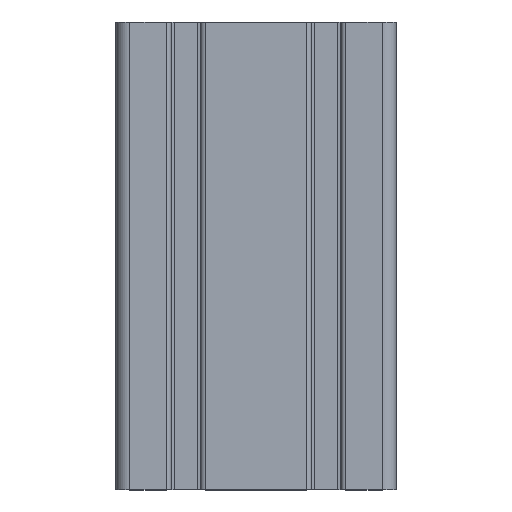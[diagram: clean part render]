
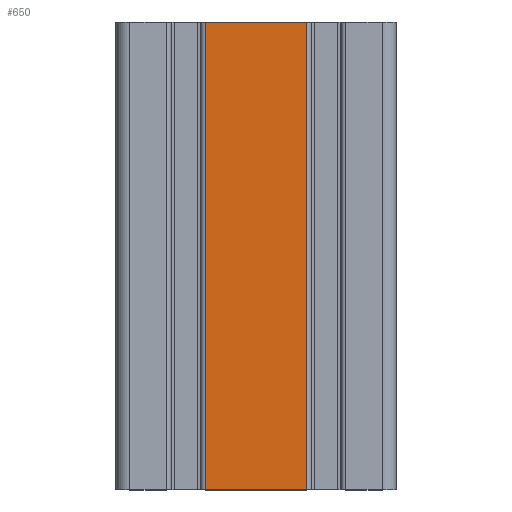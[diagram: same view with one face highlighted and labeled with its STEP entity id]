
A CAD part, top view. The second image highlights one B-rep face of the part: STEP entity #650.
In plain terms, the highlighted planar face has unit normal (0, 0, 1).
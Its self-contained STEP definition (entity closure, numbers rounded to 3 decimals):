
#650 = ADVANCED_FACE( '', ( #1483 ), #1484, .T. );
#1483 = FACE_OUTER_BOUND( '', #2514, .T. );
#1484 = PLANE( '', #2515 );
#2514 = EDGE_LOOP( '', ( #4263, #4264, #4265, #4266 ) );
#2515 = AXIS2_PLACEMENT_3D( '', #4267, #4268, #4269 );
#4263 = ORIENTED_EDGE( '', *, *, #7082, .F. );
#4264 = ORIENTED_EDGE( '', *, *, #6457, .F. );
#4265 = ORIENTED_EDGE( '', *, *, #7083, .T. );
#4266 = ORIENTED_EDGE( '', *, *, #7020, .T. );
#4267 = CARTESIAN_POINT( '', ( -10.825, 100., 30. ) );
#4268 = DIRECTION( '', ( 0., 0., 1. ) );
#4269 = DIRECTION( '', ( 1., 0., 0. ) );
#6457 = EDGE_CURVE( '', #7813, #7809, #7815, .T. );
#7020 = EDGE_CURVE( '', #8759, #8757, #8760, .T. );
#7082 = EDGE_CURVE( '', #7809, #8757, #8862, .T. );
#7083 = EDGE_CURVE( '', #7813, #8759, #8863, .T. );
#7809 = VERTEX_POINT( '', #9817 );
#7813 = VERTEX_POINT( '', #9822 );
#7815 = LINE( '', #9824, #9825 );
#8757 = VERTEX_POINT( '', #11069 );
#8759 = VERTEX_POINT( '', #11071 );
#8760 = LINE( '', #11072, #11073 );
#8862 = LINE( '', #11209, #11210 );
#8863 = LINE( '', #11211, #11212 );
#9817 = CARTESIAN_POINT( '', ( 10.825, 0., 30. ) );
#9822 = CARTESIAN_POINT( '', ( 10.825, 100., 30. ) );
#9824 = CARTESIAN_POINT( '', ( 10.825, 100., 30. ) );
#9825 = VECTOR( '', #12435, 1000. );
#11069 = CARTESIAN_POINT( '', ( -10.825, 0., 30. ) );
#11071 = CARTESIAN_POINT( '', ( -10.825, 100., 30. ) );
#11072 = CARTESIAN_POINT( '', ( -10.825, 100., 30. ) );
#11073 = VECTOR( '', #13143, 1000. );
#11209 = CARTESIAN_POINT( '', ( -10.825, 0., 30. ) );
#11210 = VECTOR( '', #13217, 1000. );
#11211 = CARTESIAN_POINT( '', ( -10.825, 100., 30. ) );
#11212 = VECTOR( '', #13218, 1000. );
#12435 = DIRECTION( '', ( 0., -1., 0. ) );
#13143 = DIRECTION( '', ( 0., -1., 0. ) );
#13217 = DIRECTION( '', ( -1., 0., 0. ) );
#13218 = DIRECTION( '', ( -1., 0., 0. ) );
